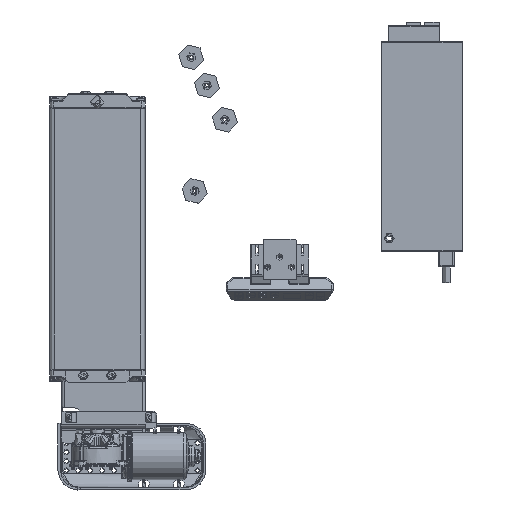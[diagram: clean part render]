
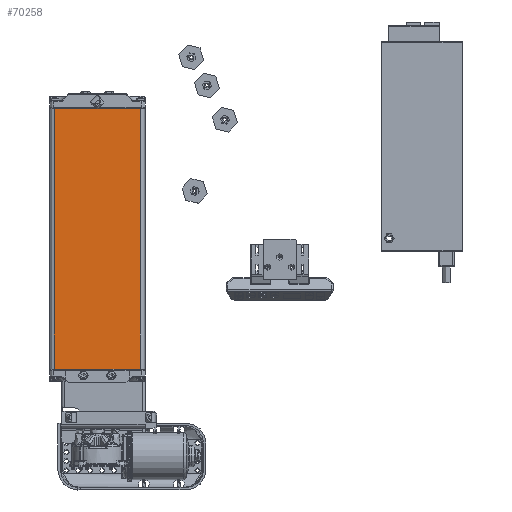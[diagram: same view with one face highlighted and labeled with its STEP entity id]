
A CAD part, top view. The second image highlights one B-rep face of the part: STEP entity #70258.
In plain terms, the highlighted planar face has unit normal (0, 0, 1).
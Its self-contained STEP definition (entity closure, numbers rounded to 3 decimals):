
#7641=PLANE('',#75202);
#8742=FACE_OUTER_BOUND('',#12896,.T.);
#12896=EDGE_LOOP('',(#47478,#47479,#47480,#47481));
#17459=LINE('',#103048,#21617);
#17460=LINE('',#103050,#21618);
#17461=LINE('',#103052,#21619);
#17462=LINE('',#103053,#21620);
#21617=VECTOR('',#83142,327.5);
#21618=VECTOR('',#83143,108.);
#21619=VECTOR('',#83144,327.5);
#21620=VECTOR('',#83145,108.);
#29837=VERTEX_POINT('',#103046);
#29838=VERTEX_POINT('',#103047);
#29839=VERTEX_POINT('',#103049);
#29840=VERTEX_POINT('',#103051);
#36685=EDGE_CURVE('',#29837,#29838,#17459,.F.);
#36686=EDGE_CURVE('',#29838,#29839,#17460,.T.);
#36687=EDGE_CURVE('',#29839,#29840,#17461,.T.);
#36688=EDGE_CURVE('',#29840,#29837,#17462,.F.);
#47478=ORIENTED_EDGE('',*,*,#36685,.T.);
#47479=ORIENTED_EDGE('',*,*,#36686,.T.);
#47480=ORIENTED_EDGE('',*,*,#36687,.T.);
#47481=ORIENTED_EDGE('',*,*,#36688,.T.);
#70258=ADVANCED_FACE('',(#8742),#7641,.T.);
#75202=AXIS2_PLACEMENT_3D('',#103045,#83140,#83141);
#83140=DIRECTION('center_axis',(0.,0.,1.));
#83141=DIRECTION('ref_axis',(1.,0.,0.));
#83142=DIRECTION('',(0.,-1.,0.));
#83143=DIRECTION('',(-1.,0.,0.));
#83144=DIRECTION('',(0.,-1.,0.));
#83145=DIRECTION('',(-1.,0.,0.));
#103045=CARTESIAN_POINT('Origin',(60.,164.25,30.));
#103046=CARTESIAN_POINT('',(54.,-163.75,30.));
#103047=CARTESIAN_POINT('',(54.,163.75,30.));
#103048=CARTESIAN_POINT('',(54.,163.75,30.));
#103049=CARTESIAN_POINT('',(-54.,163.75,30.));
#103050=CARTESIAN_POINT('',(54.,163.75,30.));
#103051=CARTESIAN_POINT('',(-54.,-163.75,30.));
#103052=CARTESIAN_POINT('',(-54.,163.75,30.));
#103053=CARTESIAN_POINT('',(54.,-163.75,30.));
